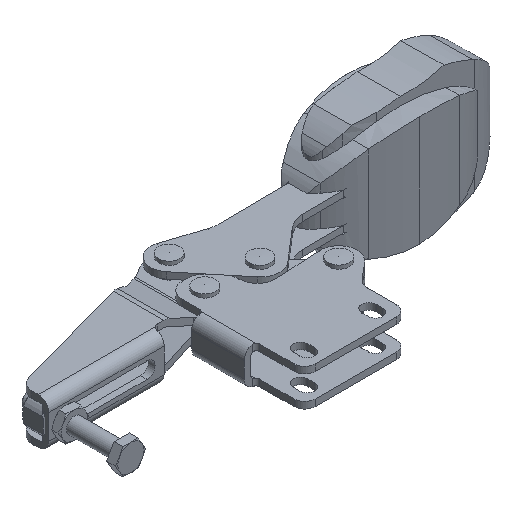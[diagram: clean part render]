
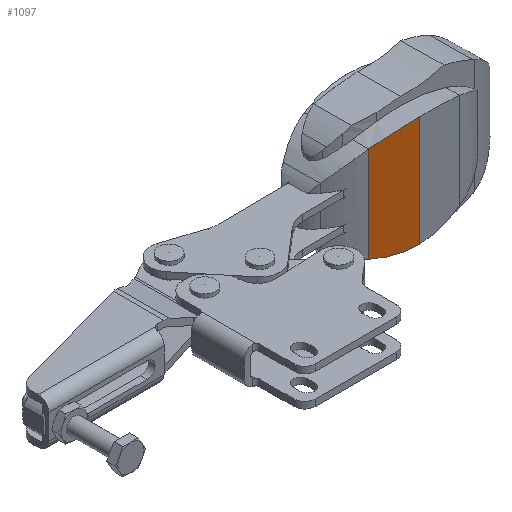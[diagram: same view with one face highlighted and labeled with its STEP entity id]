
A CAD part, isometric view. The second image highlights one B-rep face of the part: STEP entity #1097.
In plain terms, the highlighted cylindrical face has radius 71.712 mm (diameter 143.424 mm), a partial arc.
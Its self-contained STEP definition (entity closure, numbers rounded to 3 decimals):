
#1097 = ADVANCED_FACE( '', ( #2203 ), #2204, .T. );
#2203 = FACE_OUTER_BOUND( '', #3412, .T. );
#2204 = CYLINDRICAL_SURFACE( '', #3413, 71.712 );
#3412 = EDGE_LOOP( '', ( #5822, #5823, #5824, #5825 ) );
#3413 = AXIS2_PLACEMENT_3D( '', #5826, #5827, #5828 );
#5822 = ORIENTED_EDGE( '', *, *, #8167, .T. );
#5823 = ORIENTED_EDGE( '', *, *, #8168, .T. );
#5824 = ORIENTED_EDGE( '', *, *, #7624, .F. );
#5825 = ORIENTED_EDGE( '', *, *, #8169, .T. );
#5826 = CARTESIAN_POINT( '', ( -0.364, 56.211, 23. ) );
#5827 = DIRECTION( '', ( 0., 0., 1. ) );
#5828 = DIRECTION( '', ( -1., 0., 0. ) );
#7624 = EDGE_CURVE( '', #9214, #9215, #9216, .T. );
#8167 = EDGE_CURVE( '', #10008, #10009, #10010, .T. );
#8168 = EDGE_CURVE( '', #10009, #9215, #10011, .T. );
#8169 = EDGE_CURVE( '', #9214, #10008, #10012, .T. );
#9214 = VERTEX_POINT( '', #11543 );
#9215 = VERTEX_POINT( '', #11544 );
#9216 = LINE( '', #11545, #11546 );
#10008 = VERTEX_POINT( '', #12864 );
#10009 = VERTEX_POINT( '', #12865 );
#10010 = LINE( '', #12866, #12867 );
#10011 = B_SPLINE_CURVE_WITH_KNOTS( '', 3, ( #12868, #12869, #12870, #12871, #12872, #12873 ), .UNSPECIFIED., .F., .F., ( 4, 2, 4 ), ( 0., 0.009, 0.018 ), .UNSPECIFIED. );
#10012 = B_SPLINE_CURVE_WITH_KNOTS( '', 3, ( #12874, #12875, #12876, #12877, #12878, #12879 ), .UNSPECIFIED., .F., .F., ( 4, 2, 4 ), ( 0., 0.009, 0.018 ), .UNSPECIFIED. );
#11543 = CARTESIAN_POINT( '', ( 0., -15.5, 21. ) );
#11544 = CARTESIAN_POINT( '', ( 0., -15.5, -21. ) );
#11545 = CARTESIAN_POINT( '', ( 0., -15.5, 23. ) );
#11546 = VECTOR( '', #14073, 1000. );
#12864 = CARTESIAN_POINT( '', ( -17.5, -13.423, 18.187 ) );
#12865 = CARTESIAN_POINT( '', ( -17.5, -13.423, -18.187 ) );
#12866 = CARTESIAN_POINT( '', ( -17.5, -13.423, 23. ) );
#12867 = VECTOR( '', #14683, 1000. );
#12868 = CARTESIAN_POINT( '', ( -17.5, -13.423, -18.187 ) );
#12869 = CARTESIAN_POINT( '', ( -14.697, -14.113, -19.112 ) );
#12870 = CARTESIAN_POINT( '', ( -11.839, -14.638, -19.81 ) );
#12871 = CARTESIAN_POINT( '', ( -6.008, -15.339, -20.754 ) );
#12872 = CARTESIAN_POINT( '', ( -3.035, -15.515, -21. ) );
#12873 = CARTESIAN_POINT( '', ( 0., -15.5, -21. ) );
#12874 = CARTESIAN_POINT( '', ( 0., -15.5, 21. ) );
#12875 = CARTESIAN_POINT( '', ( -3.035, -15.515, 21. ) );
#12876 = CARTESIAN_POINT( '', ( -6.008, -15.339, 20.754 ) );
#12877 = CARTESIAN_POINT( '', ( -11.839, -14.638, 19.81 ) );
#12878 = CARTESIAN_POINT( '', ( -14.697, -14.113, 19.112 ) );
#12879 = CARTESIAN_POINT( '', ( -17.5, -13.423, 18.187 ) );
#14073 = DIRECTION( '', ( 0., 0., -1. ) );
#14683 = DIRECTION( '', ( 0., 0., -1. ) );
